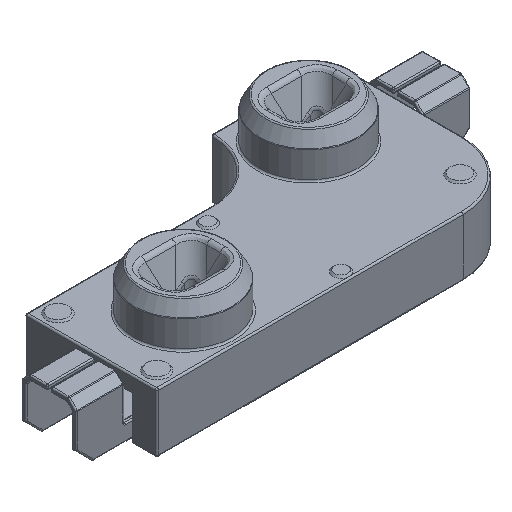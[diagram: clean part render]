
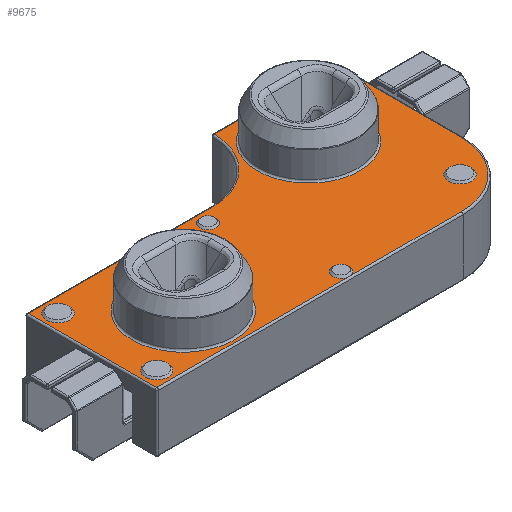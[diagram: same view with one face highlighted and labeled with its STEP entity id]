
A CAD part, isometric view. The second image highlights one B-rep face of the part: STEP entity #9675.
In plain terms, the highlighted planar face has unit normal (0, 0, 1).
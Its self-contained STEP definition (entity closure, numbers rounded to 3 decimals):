
#21=FACE_BOUND('',#3047,.T.);
#22=FACE_BOUND('',#3048,.T.);
#23=FACE_BOUND('',#3049,.T.);
#24=FACE_BOUND('',#3050,.T.);
#25=FACE_BOUND('',#3051,.T.);
#26=FACE_BOUND('',#3052,.T.);
#27=FACE_BOUND('',#3053,.T.);
#347=PLANE('',#10598);
#714=LINE('',#15480,#1432);
#718=LINE('',#15497,#1436);
#719=LINE('',#15498,#1437);
#721=LINE('',#15507,#1439);
#723=LINE('',#15510,#1441);
#725=LINE('',#15519,#1443);
#1432=VECTOR('',#12429,10.);
#1436=VECTOR('',#12447,10.);
#1437=VECTOR('',#12448,10.);
#1439=VECTOR('',#12460,10.);
#1441=VECTOR('',#12464,10.);
#1443=VECTOR('',#12476,10.);
#2425=FACE_OUTER_BOUND('',#3046,.T.);
#3046=EDGE_LOOP('',(#7296,#7297,#7298,#7299,#7300,#7301,#7302,#7303,#7304));
#3047=EDGE_LOOP('',(#7305));
#3048=EDGE_LOOP('',(#7306));
#3049=EDGE_LOOP('',(#7307));
#3050=EDGE_LOOP('',(#7308));
#3051=EDGE_LOOP('',(#7309));
#3052=EDGE_LOOP('',(#7310));
#3053=EDGE_LOOP('',(#7311));
#3757=CIRCLE('',#10553,1.95);
#3760=CIRCLE('',#10559,1.94);
#3771=CIRCLE('',#10599,0.25);
#3772=CIRCLE('',#10600,1.55);
#3773=CIRCLE('',#10601,0.35);
#3774=CIRCLE('',#10602,0.25);
#3775=CIRCLE('',#10603,0.35);
#3776=CIRCLE('',#10604,0.35);
#3777=CIRCLE('',#10605,0.35);
#3778=CIRCLE('',#10606,1.55);
#4299=VERTEX_POINT('',#15432);
#4310=VERTEX_POINT('',#15466);
#4312=VERTEX_POINT('',#15471);
#4315=VERTEX_POINT('',#15484);
#4318=VERTEX_POINT('',#15494);
#4319=VERTEX_POINT('',#15496);
#4321=VERTEX_POINT('',#15502);
#4323=VERTEX_POINT('',#15514);
#4340=VERTEX_POINT('',#15622);
#4341=VERTEX_POINT('',#15624);
#4342=VERTEX_POINT('',#15626);
#4343=VERTEX_POINT('',#15628);
#4344=VERTEX_POINT('',#15630);
#4345=VERTEX_POINT('',#15632);
#4346=VERTEX_POINT('',#15634);
#5331=EDGE_CURVE('',#4299,#4312,#714,.T.);
#5339=EDGE_CURVE('',#4318,#4319,#718,.T.);
#5340=EDGE_CURVE('',#4319,#4315,#719,.T.);
#5343=EDGE_CURVE('',#4321,#4318,#3757,.T.);
#5345=EDGE_CURVE('',#4312,#4321,#721,.T.);
#5347=EDGE_CURVE('',#4315,#4310,#723,.T.);
#5350=EDGE_CURVE('',#4323,#4299,#3760,.T.);
#5352=EDGE_CURVE('',#4310,#4323,#725,.T.);
#5411=EDGE_CURVE('',#4319,#4319,#3771,.T.);
#5412=EDGE_CURVE('',#4340,#4340,#3772,.T.);
#5413=EDGE_CURVE('',#4341,#4341,#3773,.T.);
#5414=EDGE_CURVE('',#4342,#4342,#3774,.T.);
#5415=EDGE_CURVE('',#4343,#4343,#3775,.T.);
#5416=EDGE_CURVE('',#4344,#4344,#3776,.T.);
#5417=EDGE_CURVE('',#4345,#4345,#3777,.T.);
#5418=EDGE_CURVE('',#4346,#4346,#3778,.T.);
#7296=ORIENTED_EDGE('',*,*,#5411,.T.);
#7297=ORIENTED_EDGE('',*,*,#5339,.F.);
#7298=ORIENTED_EDGE('',*,*,#5343,.F.);
#7299=ORIENTED_EDGE('',*,*,#5345,.F.);
#7300=ORIENTED_EDGE('',*,*,#5331,.F.);
#7301=ORIENTED_EDGE('',*,*,#5350,.F.);
#7302=ORIENTED_EDGE('',*,*,#5352,.F.);
#7303=ORIENTED_EDGE('',*,*,#5347,.F.);
#7304=ORIENTED_EDGE('',*,*,#5340,.F.);
#7305=ORIENTED_EDGE('',*,*,#5412,.F.);
#7306=ORIENTED_EDGE('',*,*,#5413,.T.);
#7307=ORIENTED_EDGE('',*,*,#5414,.T.);
#7308=ORIENTED_EDGE('',*,*,#5415,.T.);
#7309=ORIENTED_EDGE('',*,*,#5416,.T.);
#7310=ORIENTED_EDGE('',*,*,#5417,.T.);
#7311=ORIENTED_EDGE('',*,*,#5418,.F.);
#9675=ADVANCED_FACE('',(#2425,#21,#22,#23,#24,#25,#26,#27),#347,.T.);
#10553=AXIS2_PLACEMENT_3D('',#15504,#12454,#12455);
#10559=AXIS2_PLACEMENT_3D('',#15516,#12470,#12471);
#10598=AXIS2_PLACEMENT_3D('',#15620,#12597,#12598);
#10599=AXIS2_PLACEMENT_3D('',#15621,#12599,#12600);
#10600=AXIS2_PLACEMENT_3D('',#15623,#12601,#12602);
#10601=AXIS2_PLACEMENT_3D('',#15625,#12603,#12604);
#10602=AXIS2_PLACEMENT_3D('',#15627,#12605,#12606);
#10603=AXIS2_PLACEMENT_3D('',#15629,#12607,#12608);
#10604=AXIS2_PLACEMENT_3D('',#15631,#12609,#12610);
#10605=AXIS2_PLACEMENT_3D('',#15633,#12611,#12612);
#10606=AXIS2_PLACEMENT_3D('',#15635,#12613,#12614);
#12429=DIRECTION('',(1.,0.,0.));
#12447=DIRECTION('',(-1.,0.,0.));
#12448=DIRECTION('',(-1.,0.,0.));
#12454=DIRECTION('center_axis',(0.,0.,-1.));
#12455=DIRECTION('ref_axis',(0.707,-0.707,0.));
#12460=DIRECTION('',(0.,-1.,0.));
#12464=DIRECTION('',(0.,1.,0.));
#12470=DIRECTION('center_axis',(0.,0.,1.));
#12471=DIRECTION('ref_axis',(0.707,-0.707,0.));
#12476=DIRECTION('',(1.,0.,0.));
#12597=DIRECTION('center_axis',(0.,0.,1.));
#12598=DIRECTION('ref_axis',(1.,0.,0.));
#12599=DIRECTION('center_axis',(0.,0.,-1.));
#12600=DIRECTION('ref_axis',(-1.,0.,0.));
#12601=DIRECTION('center_axis',(0.,0.,1.));
#12602=DIRECTION('ref_axis',(-1.,0.,0.));
#12603=DIRECTION('center_axis',(0.,0.,-1.));
#12604=DIRECTION('ref_axis',(-1.,0.,0.));
#12605=DIRECTION('center_axis',(0.,0.,-1.));
#12606=DIRECTION('ref_axis',(-1.,0.,0.));
#12607=DIRECTION('center_axis',(0.,0.,-1.));
#12608=DIRECTION('ref_axis',(-1.,0.,0.));
#12609=DIRECTION('center_axis',(0.,0.,-1.));
#12610=DIRECTION('ref_axis',(-1.,0.,0.));
#12611=DIRECTION('center_axis',(0.,0.,-1.));
#12612=DIRECTION('ref_axis',(-1.,0.,0.));
#12613=DIRECTION('center_axis',(0.,0.,1.));
#12614=DIRECTION('ref_axis',(-1.,0.,0.));
#15432=CARTESIAN_POINT('',(1.939,2.895,1.8));
#15466=CARTESIAN_POINT('',(-5.6,1.005,1.8));
#15471=CARTESIAN_POINT('',(5.6,2.895,1.8));
#15480=CARTESIAN_POINT('',(2.825,2.895,1.8));
#15484=CARTESIAN_POINT('',(-5.6,-2.895,1.8));
#15494=CARTESIAN_POINT('',(3.65,-2.895,1.8));
#15496=CARTESIAN_POINT('',(0.25,-2.895,1.8));
#15497=CARTESIAN_POINT('',(-2.825,-2.895,1.8));
#15498=CARTESIAN_POINT('',(-2.825,-2.895,1.8));
#15502=CARTESIAN_POINT('',(5.6,-0.945,1.8));
#15504=CARTESIAN_POINT('Origin',(3.65,-0.945,1.8));
#15507=CARTESIAN_POINT('',(5.6,-1.473,1.8));
#15510=CARTESIAN_POINT('',(-5.6,1.473,1.8));
#15514=CARTESIAN_POINT('',(0.,1.005,1.8));
#15516=CARTESIAN_POINT('Origin',(0.,2.945,1.8));
#15519=CARTESIAN_POINT('',(-2.825,1.005,1.8));
#15620=CARTESIAN_POINT('Origin',(0.,0.,1.8));
#15621=CARTESIAN_POINT('Origin',(0.25,-2.645,1.8));
#15622=CARTESIAN_POINT('',(-1.625,-1.27,1.8));
#15623=CARTESIAN_POINT('Origin',(-3.175,-1.27,1.8));
#15624=CARTESIAN_POINT('',(-4.8,0.555,1.8));
#15625=CARTESIAN_POINT('Origin',(-5.15,0.555,1.8));
#15626=CARTESIAN_POINT('',(-0.25,0.655,1.8));
#15627=CARTESIAN_POINT('Origin',(-0.5,0.655,1.8));
#15628=CARTESIAN_POINT('',(4.955,-1.9,1.8));
#15629=CARTESIAN_POINT('Origin',(4.605,-1.9,1.8));
#15630=CARTESIAN_POINT('',(-4.8,-2.445,1.8));
#15631=CARTESIAN_POINT('Origin',(-5.15,-2.445,1.8));
#15632=CARTESIAN_POINT('',(5.5,2.445,1.8));
#15633=CARTESIAN_POINT('Origin',(5.15,2.445,1.8));
#15634=CARTESIAN_POINT('',(4.725,1.27,1.8));
#15635=CARTESIAN_POINT('Origin',(3.175,1.27,1.8));
